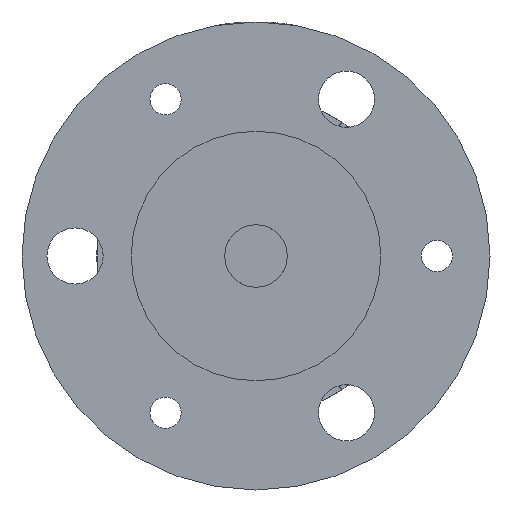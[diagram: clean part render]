
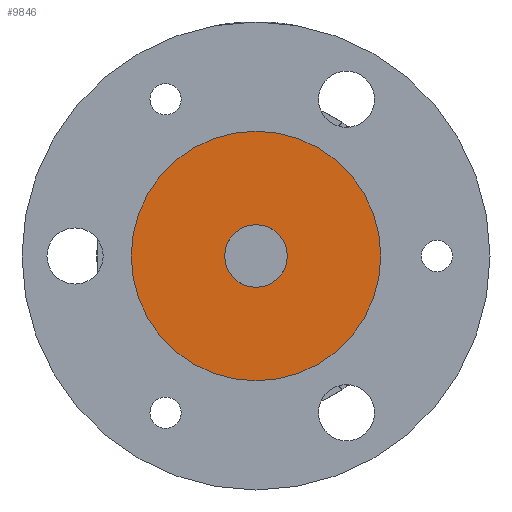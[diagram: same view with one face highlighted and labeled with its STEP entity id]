
A CAD part, left-side view. The second image highlights one B-rep face of the part: STEP entity #9846.
In plain terms, the highlighted planar face has unit normal (-1, 0, 0).
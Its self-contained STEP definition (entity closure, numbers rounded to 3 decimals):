
#141 = EDGE_LOOP ( 'NONE', ( #10529, #1841 ) ) ;
#154 = FACE_BOUND ( 'NONE', #141, .T. ) ;
#286 = DIRECTION ( 'NONE',  ( -1., 0., 0. ) ) ;
#327 = CARTESIAN_POINT ( 'NONE',  ( 6., 0., 0. ) ) ;
#1350 = AXIS2_PLACEMENT_3D ( 'NONE', #327, #9550, #3743 ) ;
#1841 = ORIENTED_EDGE ( 'NONE', *, *, #9048, .F. ) ;
#1863 = CARTESIAN_POINT ( 'NONE',  ( 6., 0., 0. ) ) ;
#1908 = CARTESIAN_POINT ( 'NONE',  ( 6., 0., -20. ) ) ;
#2039 = CARTESIAN_POINT ( 'NONE',  ( 6., 0., 0. ) ) ;
#2074 = AXIS2_PLACEMENT_3D ( 'NONE', #1863, #9267, #2745 ) ;
#2105 = AXIS2_PLACEMENT_3D ( 'NONE', #5482, #286, #10384 ) ;
#2176 = CARTESIAN_POINT ( 'NONE',  ( 6., 0., 5. ) ) ;
#2745 = DIRECTION ( 'NONE',  ( 0., 0., -1. ) ) ;
#3516 = FACE_OUTER_BOUND ( 'NONE', #5822, .T. ) ;
#3743 = DIRECTION ( 'NONE',  ( 0., 0., 1. ) ) ;
#4293 = DIRECTION ( 'NONE',  ( 0., 0., 1. ) ) ;
#4765 = EDGE_CURVE ( 'NONE', #6624, #6712, #7903, .T. ) ;
#4767 = VERTEX_POINT ( 'NONE', #2176 ) ;
#5272 = ORIENTED_EDGE ( 'NONE', *, *, #4765, .T. ) ;
#5385 = AXIS2_PLACEMENT_3D ( 'NONE', #7610, #7820, #10251 ) ;
#5481 = EDGE_CURVE ( 'NONE', #6712, #6624, #5769, .T. ) ;
#5482 = CARTESIAN_POINT ( 'NONE',  ( 6., 0., 0. ) ) ;
#5599 = ORIENTED_EDGE ( 'NONE', *, *, #5481, .T. ) ;
#5769 = CIRCLE ( 'NONE', #7542, 20. ) ;
#5822 = EDGE_LOOP ( 'NONE', ( #5599, #5272 ) ) ;
#6624 = VERTEX_POINT ( 'NONE', #1908 ) ;
#6712 = VERTEX_POINT ( 'NONE', #6809 ) ;
#6809 = CARTESIAN_POINT ( 'NONE',  ( 6., 0., 20. ) ) ;
#6834 = DIRECTION ( 'NONE',  ( -1., 0., 0. ) ) ;
#7074 = EDGE_CURVE ( 'NONE', #4767, #8143, #10492, .T. ) ;
#7542 = AXIS2_PLACEMENT_3D ( 'NONE', #2039, #6834, #4293 ) ;
#7610 = CARTESIAN_POINT ( 'NONE',  ( 6., 0., 0. ) ) ;
#7820 = DIRECTION ( 'NONE',  ( -1., 0., 0. ) ) ;
#7903 = CIRCLE ( 'NONE', #2105, 20. ) ;
#8143 = VERTEX_POINT ( 'NONE', #10733 ) ;
#9048 = EDGE_CURVE ( 'NONE', #8143, #4767, #10146, .T. ) ;
#9267 = DIRECTION ( 'NONE',  ( 1., 0., 0. ) ) ;
#9425 = PLANE ( 'NONE',  #2074 ) ;
#9550 = DIRECTION ( 'NONE',  ( -1., 0., 0. ) ) ;
#9846 = ADVANCED_FACE ( 'NONE', ( #154, #3516 ), #9425, .F. ) ;
#10146 = CIRCLE ( 'NONE', #5385, 5. ) ;
#10251 = DIRECTION ( 'NONE',  ( 0., 0., 1. ) ) ;
#10384 = DIRECTION ( 'NONE',  ( 0., 0., 1. ) ) ;
#10492 = CIRCLE ( 'NONE', #1350, 5. ) ;
#10529 = ORIENTED_EDGE ( 'NONE', *, *, #7074, .F. ) ;
#10733 = CARTESIAN_POINT ( 'NONE',  ( 6., 0., -5. ) ) ;
